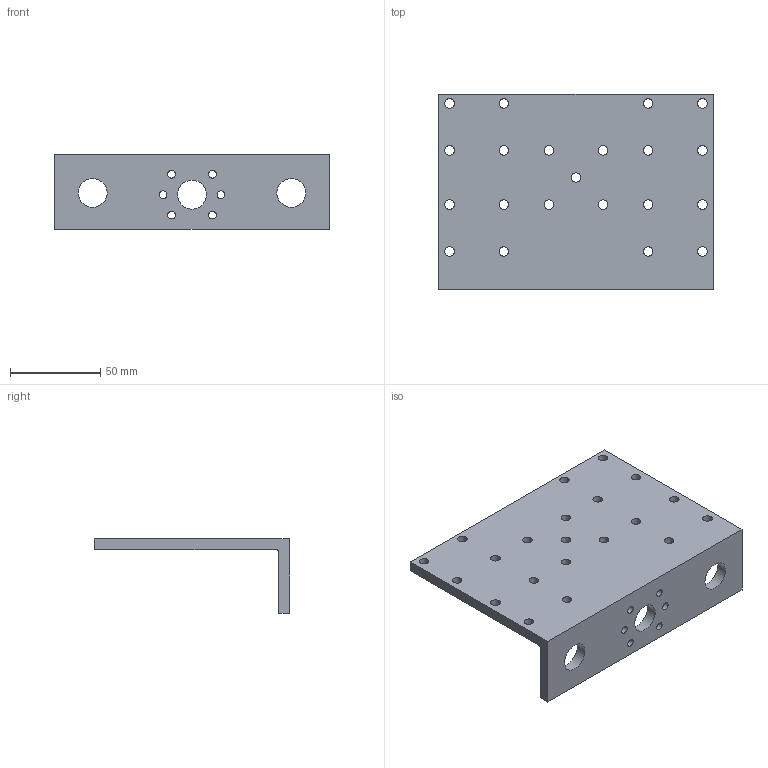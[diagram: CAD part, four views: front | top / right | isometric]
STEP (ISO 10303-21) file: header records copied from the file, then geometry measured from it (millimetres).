
FILE_DESCRIPTION(('FreeCAD Model'),'2;1');
FILE_NAME('platform-z.step', '2015-10-25T17:36:36',('Author'),(''), 'Open CASCADE STEP processor 6.8','FreeCAD','Unknown');
FILE_SCHEMA(('AUTOMOTIVE_DESIGN_CC2 { 1 2 10303 214 -1 1 5 4 }'));
Length unit declared in the file: millimetre
Products named in the file (1): platform-z
Bounding box: 152 x 108 x 41 mm (x, y, z)
Volume: 123609.6 mm3; surface area: 48108.9 mm2
Topology: 1 solids, 1 shells, 39 faces, 113 edges, 76 vertices
Faces by surface type: cylinder 31, plane 8
Full cylindrical faces by diameter (mm): 4.25 x6, 5.25 x21, 16 x3
Entity records: 3001 total; most frequent: CARTESIAN_POINT 587, DIRECTION 459, ORIENTED_EDGE 226, PCURVE 226, DEFINITIONAL_REPRESENTATION 226, LINE 215, VECTOR 215, EDGE_CURVE 113
